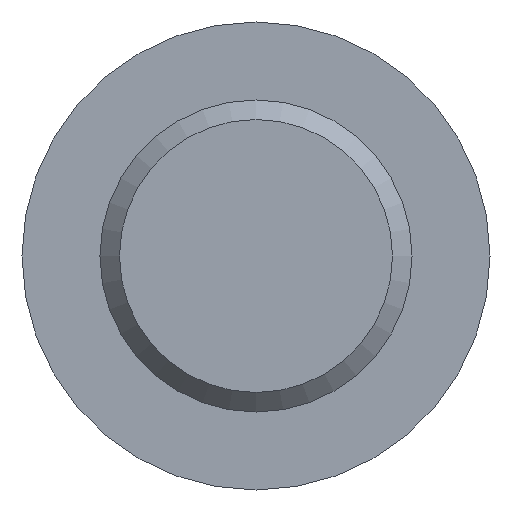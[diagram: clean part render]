
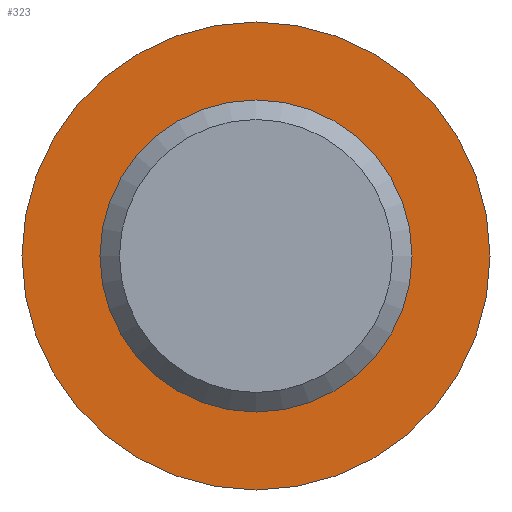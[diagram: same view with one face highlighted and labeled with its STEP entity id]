
A CAD part, front view. The second image highlights one B-rep face of the part: STEP entity #323.
In plain terms, the highlighted planar face has unit normal (0, -1, 0).
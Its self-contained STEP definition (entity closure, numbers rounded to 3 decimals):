
#36 = EDGE_LOOP ( 'NONE', ( #440 ) ) ;
#37 = DIRECTION ( 'NONE',  ( 0., 0., 1. ) ) ;
#39 = DIRECTION ( 'NONE',  ( 0., -1., 0. ) ) ;
#48 = AXIS2_PLACEMENT_3D ( 'NONE', #414, #39, #489 ) ;
#85 = CIRCLE ( 'NONE', #337, 8. ) ;
#87 = PLANE ( 'NONE',  #302 ) ;
#117 = DIRECTION ( 'NONE',  ( 0., 1., 0. ) ) ;
#138 = DIRECTION ( 'NONE',  ( 0., -1., 0. ) ) ;
#171 = EDGE_CURVE ( 'NONE', #295, #295, #437, .T. ) ;
#196 = ORIENTED_EDGE ( 'NONE', *, *, #339, .F. ) ;
#212 = FACE_BOUND ( 'NONE', #389, .T. ) ;
#255 = DIRECTION ( 'NONE',  ( 0., 0., -1. ) ) ;
#295 = VERTEX_POINT ( 'NONE', #304 ) ;
#302 = AXIS2_PLACEMENT_3D ( 'NONE', #451, #117, #37 ) ;
#304 = CARTESIAN_POINT ( 'NONE',  ( 0., 140., -12. ) ) ;
#323 = ADVANCED_FACE ( 'NONE', ( #212, #416 ), #87, .F. ) ;
#337 = AXIS2_PLACEMENT_3D ( 'NONE', #422, #138, #255 ) ;
#339 = EDGE_CURVE ( 'NONE', #474, #474, #85, .T. ) ;
#389 = EDGE_LOOP ( 'NONE', ( #196 ) ) ;
#414 = CARTESIAN_POINT ( 'NONE',  ( 0., 140., 0. ) ) ;
#416 = FACE_OUTER_BOUND ( 'NONE', #36, .T. ) ;
#422 = CARTESIAN_POINT ( 'NONE',  ( 0., 140., 0. ) ) ;
#424 = CARTESIAN_POINT ( 'NONE',  ( 0., 140., -8. ) ) ;
#437 = CIRCLE ( 'NONE', #48, 12. ) ;
#440 = ORIENTED_EDGE ( 'NONE', *, *, #171, .T. ) ;
#451 = CARTESIAN_POINT ( 'NONE',  ( -8., 140., 0. ) ) ;
#474 = VERTEX_POINT ( 'NONE', #424 ) ;
#489 = DIRECTION ( 'NONE',  ( 0., 0., -1. ) ) ;
